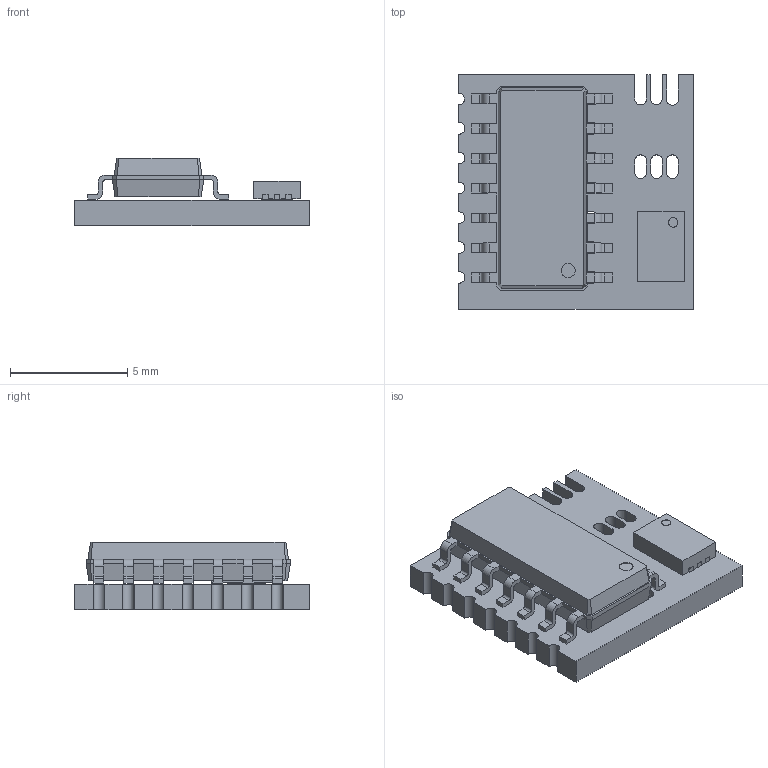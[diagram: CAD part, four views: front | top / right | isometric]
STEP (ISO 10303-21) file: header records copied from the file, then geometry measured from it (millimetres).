
FILE_DESCRIPTION(('KiCad electronic assembly'),'2;1');
FILE_NAME('STS1_EPS_DT_FIX.step','2025-04-06T20:25:17',('Pcbnew'),( 'Kicad'),'Open CASCADE STEP processor 7.8','KiCad to STEP converter' ,'Unknown');
FILE_SCHEMA(('AUTOMOTIVE_DESIGN { 1 0 10303 214 1 1 1 1 }'));
Length unit declared in the file: millimetre
Products named in the file (6): STS1_EPS_DT_FIX 1; SOIC-14_3.9x8.7mm_P1.27mm; SOIC_14_39x87mm_P127mm; DFN-6-1EP_3x2mm_Pitch0.5mm; DFN_6_1EP_3x2mm_Pitch05mm; STS1_EPS_DT_FIX_PCB
Assembly tree (5 placements, depth 3):
  STS1_EPS_DT_FIX 1
    SOIC-14_3.9x8.7mm_P1.27mm
      SOIC_14_39x87mm_P127mm
    DFN-6-1EP_3x2mm_Pitch0.5mm
      DFN_6_1EP_3x2mm_Pitch05mm
    STS1_EPS_DT_FIX_PCB
Bounding box: 10 x 10 x 2.89 mm (x, y, z)
Volume: 160.3 mm3; surface area: 419 mm2
Topology: 3 solids, 3 shells, 374 faces, 1015 edges, 650 vertices
Faces by surface type: plane 236, cylinder 100, bspline 38
Full cylindrical faces by diameter (mm): 0.4 x1, 0.6 x1
Entity records: 13812 total; most frequent: CARTESIAN_POINT 2191, ORIENTED_EDGE 2030, DIRECTION 1867, EDGE_CURVE 1015, LINE 783, VECTOR 783, VERTEX_POINT 650, AXIS2_PLACEMENT_3D 542
